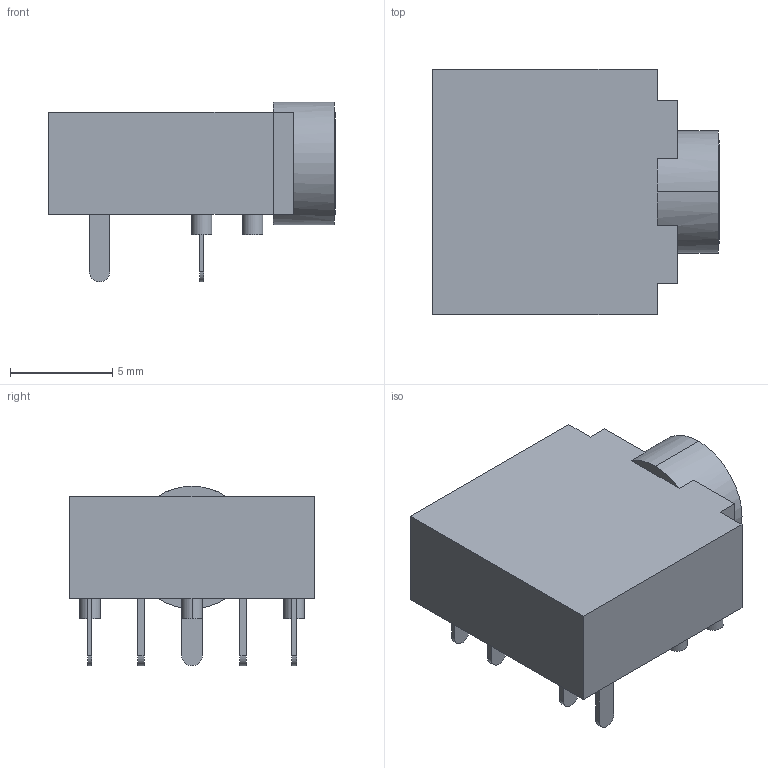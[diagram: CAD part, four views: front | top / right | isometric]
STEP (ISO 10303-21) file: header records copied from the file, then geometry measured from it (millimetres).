
FILE_DESCRIPTION(/* description */ ('Unknown'),/* implementation_level */ '2;1');
FILE_NAME(/* name */ 'Same_Sky_SJ1-3525NG-GR',/* time_stamp */ '2024-11-20T20:58:41+01:00',/* author */ ('Unknown'),/* organization */ ('Unknown'),/* preprocessor_version */ 'ST-DEVELOPER v19.4',/* originating_system */ 'Solid Edge',/* authorisation */ 'Unknown');
FILE_SCHEMA (('AUTOMOTIVE_DESIGN {1 0 10303 214 3 1 1}'));
Length unit declared in the file: millimetre
Products named in the file (2): Same_Sky_SJ1-3525NG-GR_0; CUI_DEVICES_SJ1-3525NG-GR_0
Assembly tree (1 placements, depth 2):
  Same_Sky_SJ1-3525NG-GR_0
    CUI_DEVICES_SJ1-3525NG-GR_0
Bounding box: 14.05 x 12 x 8.8 mm (x, y, z)
Volume: 751.8 mm3; surface area: 643.9 mm2
Topology: 1 solids, 1 shells, 65 faces, 153 edges, 102 vertices
Faces by surface type: plane 41, cylinder 24
Entity records: 2379 total; most frequent: DIRECTION 339, CARTESIAN_POINT 322, ORIENTED_EDGE 306, EDGE_CURVE 153, AXIS2_PLACEMENT_3D 119, VERTEX_POINT 102, LINE 101, VECTOR 101
